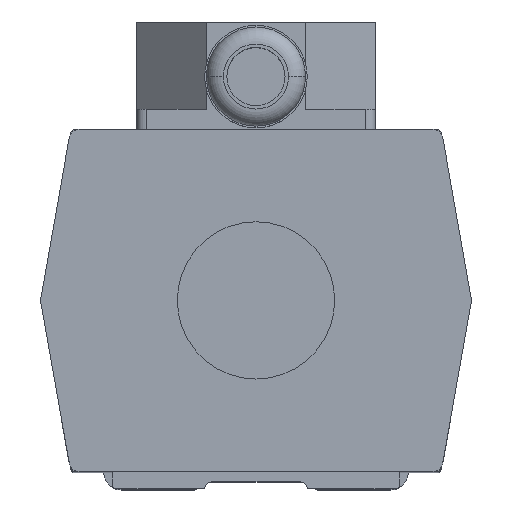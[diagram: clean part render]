
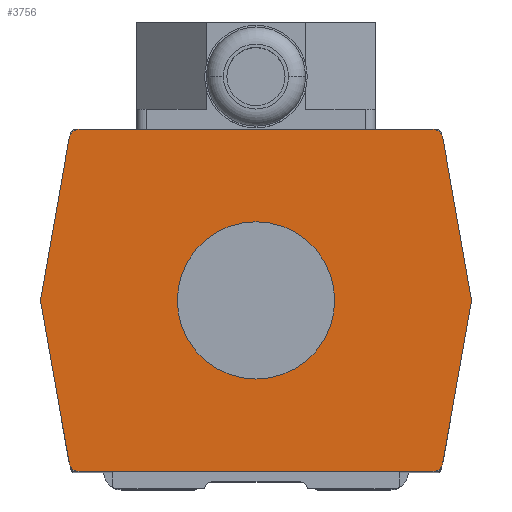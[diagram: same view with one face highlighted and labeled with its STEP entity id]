
A CAD part, top view. The second image highlights one B-rep face of the part: STEP entity #3756.
In plain terms, the highlighted face is planar.
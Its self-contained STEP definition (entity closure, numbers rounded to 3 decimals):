
#71 = DIRECTION ( 'NONE',  ( 1., 0., 0. ) ) ;
#73 = VERTEX_POINT ( 'NONE', #2402 ) ;
#117 = CARTESIAN_POINT ( 'NONE',  ( -61.985, 0., 0. ) ) ;
#148 = PLANE ( 'NONE',  #8674 ) ;
#233 = VECTOR ( 'NONE', #1891, 1000. ) ;
#262 = DIRECTION ( 'NONE',  ( 0., 0., 1. ) ) ;
#448 = EDGE_LOOP ( 'NONE', ( #5058, #983, #8219, #5086, #3432, #2822, #579, #8104, #9875, #3182, #3553, #3820, #3822 ) ) ;
#579 = ORIENTED_EDGE ( 'NONE', *, *, #4483, .F. ) ;
#600 = CIRCLE ( 'NONE', #7476, 3. ) ;
#829 = EDGE_CURVE ( 'NONE', #9768, #1430, #8778, .T. ) ;
#881 = DIRECTION ( 'NONE',  ( 0., 0., 1. ) ) ;
#965 = DIRECTION ( 'NONE',  ( 0., 0., -1. ) ) ;
#983 = ORIENTED_EDGE ( 'NONE', *, *, #6867, .T. ) ;
#1057 = EDGE_CURVE ( 'NONE', #6200, #2225, #8896, .T. ) ;
#1075 = EDGE_CURVE ( 'NONE', #10914, #7488, #10771, .T. ) ;
#1156 = DIRECTION ( 'NONE',  ( 1., 0., 0. ) ) ;
#1213 = CARTESIAN_POINT ( 'NONE',  ( -62.969, -0.174, 0. ) ) ;
#1430 = VERTEX_POINT ( 'NONE', #7479 ) ;
#1564 = VERTEX_POINT ( 'NONE', #8540 ) ;
#1708 = CARTESIAN_POINT ( 'NONE',  ( -62.969, -0.174, 0. ) ) ;
#1758 = CARTESIAN_POINT ( 'NONE',  ( 62.969, 0.174, 0. ) ) ;
#1785 = DIRECTION ( 'NONE',  ( 0.174, 0.985, 0. ) ) ;
#1886 = EDGE_CURVE ( 'NONE', #8958, #3669, #6109, .T. ) ;
#1891 = DIRECTION ( 'NONE',  ( -0.174, 0.985, 0. ) ) ;
#2165 = VECTOR ( 'NONE', #5539, 1000. ) ;
#2225 = VERTEX_POINT ( 'NONE', #7291 ) ;
#2300 = LINE ( 'NONE', #8757, #5711 ) ;
#2402 = CARTESIAN_POINT ( 'NONE',  ( 54.621, -47.521, 0. ) ) ;
#2414 = EDGE_CURVE ( 'NONE', #10914, #73, #2300, .T. ) ;
#2509 = EDGE_CURVE ( 'NONE', #10004, #7293, #6362, .T. ) ;
#2751 = DIRECTION ( 'NONE',  ( 0., 0., 1. ) ) ;
#2776 = DIRECTION ( 'NONE',  ( 1., 0., 0. ) ) ;
#2822 = ORIENTED_EDGE ( 'NONE', *, *, #2414, .T. ) ;
#2831 = DIRECTION ( 'NONE',  ( 1., 0., 0. ) ) ;
#3045 = CARTESIAN_POINT ( 'NONE',  ( 51.666, -47., 0. ) ) ;
#3115 = AXIS2_PLACEMENT_3D ( 'NONE', #8607, #262, #4569 ) ;
#3182 = ORIENTED_EDGE ( 'NONE', *, *, #4526, .F. ) ;
#3337 = CARTESIAN_POINT ( 'NONE',  ( -23., 0., 0. ) ) ;
#3432 = ORIENTED_EDGE ( 'NONE', *, *, #1075, .F. ) ;
#3465 = DIRECTION ( 'NONE',  ( -1., 0., 0. ) ) ;
#3537 = CARTESIAN_POINT ( 'NONE',  ( -51.666, -47., 0. ) ) ;
#3553 = ORIENTED_EDGE ( 'NONE', *, *, #7771, .F. ) ;
#3669 = VERTEX_POINT ( 'NONE', #9899 ) ;
#3694 = DIRECTION ( 'NONE',  ( 0., 0., -1. ) ) ;
#3734 = DIRECTION ( 'NONE',  ( 0.174, -0.985, 0. ) ) ;
#3741 = CARTESIAN_POINT ( 'NONE',  ( -51.666, 47., 0. ) ) ;
#3756 = ADVANCED_FACE ( 'NONE', ( #9140, #8321 ), #148, .F. ) ;
#3799 = EDGE_CURVE ( 'NONE', #3669, #8958, #4121, .T. ) ;
#3820 = ORIENTED_EDGE ( 'NONE', *, *, #829, .F. ) ;
#3822 = ORIENTED_EDGE ( 'NONE', *, *, #7848, .T. ) ;
#3995 = VERTEX_POINT ( 'NONE', #9590 ) ;
#4121 = CIRCLE ( 'NONE', #7676, 23. ) ;
#4240 = CARTESIAN_POINT ( 'NONE',  ( 51.666, -50., 0. ) ) ;
#4268 = AXIS2_PLACEMENT_3D ( 'NONE', #6948, #7702, #2776 ) ;
#4483 = EDGE_CURVE ( 'NONE', #7293, #73, #600, .T. ) ;
#4526 = EDGE_CURVE ( 'NONE', #10809, #5388, #4790, .T. ) ;
#4569 = DIRECTION ( 'NONE',  ( 1., 0., 0. ) ) ;
#4692 = LINE ( 'NONE', #1758, #233 ) ;
#4733 = CARTESIAN_POINT ( 'NONE',  ( -51.666, -50., 0. ) ) ;
#4790 = LINE ( 'NONE', #1213, #6091 ) ;
#4857 = ORIENTED_EDGE ( 'NONE', *, *, #1886, .F. ) ;
#4997 = AXIS2_PLACEMENT_3D ( 'NONE', #117, #9256, #5938 ) ;
#5058 = ORIENTED_EDGE ( 'NONE', *, *, #1057, .F. ) ;
#5086 = ORIENTED_EDGE ( 'NONE', *, *, #7788, .F. ) ;
#5143 = VECTOR ( 'NONE', #1785, 1000. ) ;
#5220 = AXIS2_PLACEMENT_3D ( 'NONE', #3537, #7633, #6877 ) ;
#5375 = DIRECTION ( 'NONE',  ( 1., 0., 0. ) ) ;
#5388 = VERTEX_POINT ( 'NONE', #8226 ) ;
#5458 = CARTESIAN_POINT ( 'NONE',  ( 62.969, 0.174, 0. ) ) ;
#5539 = DIRECTION ( 'NONE',  ( 1., 0., 0. ) ) ;
#5544 = AXIS2_PLACEMENT_3D ( 'NONE', #10135, #7627, #6068 ) ;
#5711 = VECTOR ( 'NONE', #6963, 1000. ) ;
#5891 = CARTESIAN_POINT ( 'NONE',  ( -51.666, 47., 0. ) ) ;
#5912 = CARTESIAN_POINT ( 'NONE',  ( -62.969, 0.174, 0. ) ) ;
#5938 = DIRECTION ( 'NONE',  ( 1., 0., 0. ) ) ;
#6068 = DIRECTION ( 'NONE',  ( 1., 0., 0. ) ) ;
#6091 = VECTOR ( 'NONE', #3734, 1000. ) ;
#6109 = CIRCLE ( 'NONE', #8428, 23. ) ;
#6124 = CARTESIAN_POINT ( 'NONE',  ( 62.969, -0.174, 0. ) ) ;
#6200 = VERTEX_POINT ( 'NONE', #7519 ) ;
#6362 = LINE ( 'NONE', #4733, #2165 ) ;
#6660 = VECTOR ( 'NONE', #1156, 1000. ) ;
#6811 = AXIS2_PLACEMENT_3D ( 'NONE', #3741, #2751, #2831 ) ;
#6867 = EDGE_CURVE ( 'NONE', #6200, #3995, #10390, .T. ) ;
#6877 = DIRECTION ( 'NONE',  ( 1., 0., 0. ) ) ;
#6948 = CARTESIAN_POINT ( 'NONE',  ( 51.666, 47., 0. ) ) ;
#6963 = DIRECTION ( 'NONE',  ( -0.174, -0.985, 0. ) ) ;
#6964 = CARTESIAN_POINT ( 'NONE',  ( -62.969, 0.174, 0. ) ) ;
#7190 = CIRCLE ( 'NONE', #5544, 1. ) ;
#7291 = CARTESIAN_POINT ( 'NONE',  ( -54.621, 47.521, 0. ) ) ;
#7293 = VERTEX_POINT ( 'NONE', #4240 ) ;
#7476 = AXIS2_PLACEMENT_3D ( 'NONE', #3045, #10441, #5375 ) ;
#7479 = CARTESIAN_POINT ( 'NONE',  ( -62.985, 0., 0. ) ) ;
#7488 = VERTEX_POINT ( 'NONE', #5458 ) ;
#7519 = CARTESIAN_POINT ( 'NONE',  ( -51.666, 50., 0. ) ) ;
#7603 = CARTESIAN_POINT ( 'NONE',  ( 0., 0., 0. ) ) ;
#7627 = DIRECTION ( 'NONE',  ( 0., 0., 1. ) ) ;
#7633 = DIRECTION ( 'NONE',  ( 0., 0., 1. ) ) ;
#7676 = AXIS2_PLACEMENT_3D ( 'NONE', #7603, #965, #3465 ) ;
#7702 = DIRECTION ( 'NONE',  ( 0., 0., 1. ) ) ;
#7771 = EDGE_CURVE ( 'NONE', #1430, #10809, #7190, .T. ) ;
#7776 = ORIENTED_EDGE ( 'NONE', *, *, #3799, .F. ) ;
#7788 = EDGE_CURVE ( 'NONE', #7488, #1564, #4692, .T. ) ;
#7848 = EDGE_CURVE ( 'NONE', #9768, #2225, #9908, .T. ) ;
#8104 = ORIENTED_EDGE ( 'NONE', *, *, #2509, .F. ) ;
#8147 = CARTESIAN_POINT ( 'NONE',  ( -51.666, -50., 0. ) ) ;
#8219 = ORIENTED_EDGE ( 'NONE', *, *, #8571, .F. ) ;
#8226 = CARTESIAN_POINT ( 'NONE',  ( -54.621, -47.521, 0. ) ) ;
#8321 = FACE_OUTER_BOUND ( 'NONE', #448, .T. ) ;
#8428 = AXIS2_PLACEMENT_3D ( 'NONE', #10556, #3694, #9585 ) ;
#8540 = CARTESIAN_POINT ( 'NONE',  ( 54.621, 47.521, 0. ) ) ;
#8571 = EDGE_CURVE ( 'NONE', #1564, #3995, #9666, .T. ) ;
#8607 = CARTESIAN_POINT ( 'NONE',  ( 61.985, 0., 0. ) ) ;
#8674 = AXIS2_PLACEMENT_3D ( 'NONE', #5891, #881, #71 ) ;
#8730 = CARTESIAN_POINT ( 'NONE',  ( -51.666, 50., 0. ) ) ;
#8747 = EDGE_LOOP ( 'NONE', ( #4857, #7776 ) ) ;
#8757 = CARTESIAN_POINT ( 'NONE',  ( 62.969, -0.174, 0. ) ) ;
#8778 = CIRCLE ( 'NONE', #4997, 1. ) ;
#8896 = CIRCLE ( 'NONE', #6811, 3. ) ;
#8958 = VERTEX_POINT ( 'NONE', #3337 ) ;
#9140 = FACE_BOUND ( 'NONE', #8747, .T. ) ;
#9256 = DIRECTION ( 'NONE',  ( 0., 0., 1. ) ) ;
#9585 = DIRECTION ( 'NONE',  ( -1., 0., 0. ) ) ;
#9590 = CARTESIAN_POINT ( 'NONE',  ( 51.666, 50., 0. ) ) ;
#9666 = CIRCLE ( 'NONE', #4268, 3. ) ;
#9768 = VERTEX_POINT ( 'NONE', #6964 ) ;
#9875 = ORIENTED_EDGE ( 'NONE', *, *, #10153, .F. ) ;
#9899 = CARTESIAN_POINT ( 'NONE',  ( 23., 0., 0. ) ) ;
#9908 = LINE ( 'NONE', #5912, #5143 ) ;
#10004 = VERTEX_POINT ( 'NONE', #8147 ) ;
#10135 = CARTESIAN_POINT ( 'NONE',  ( -61.985, 0., 0. ) ) ;
#10153 = EDGE_CURVE ( 'NONE', #5388, #10004, #10434, .T. ) ;
#10390 = LINE ( 'NONE', #8730, #6660 ) ;
#10434 = CIRCLE ( 'NONE', #5220, 3. ) ;
#10441 = DIRECTION ( 'NONE',  ( 0., 0., 1. ) ) ;
#10556 = CARTESIAN_POINT ( 'NONE',  ( 0., 0., 0. ) ) ;
#10771 = CIRCLE ( 'NONE', #3115, 1. ) ;
#10809 = VERTEX_POINT ( 'NONE', #1708 ) ;
#10914 = VERTEX_POINT ( 'NONE', #6124 ) ;
